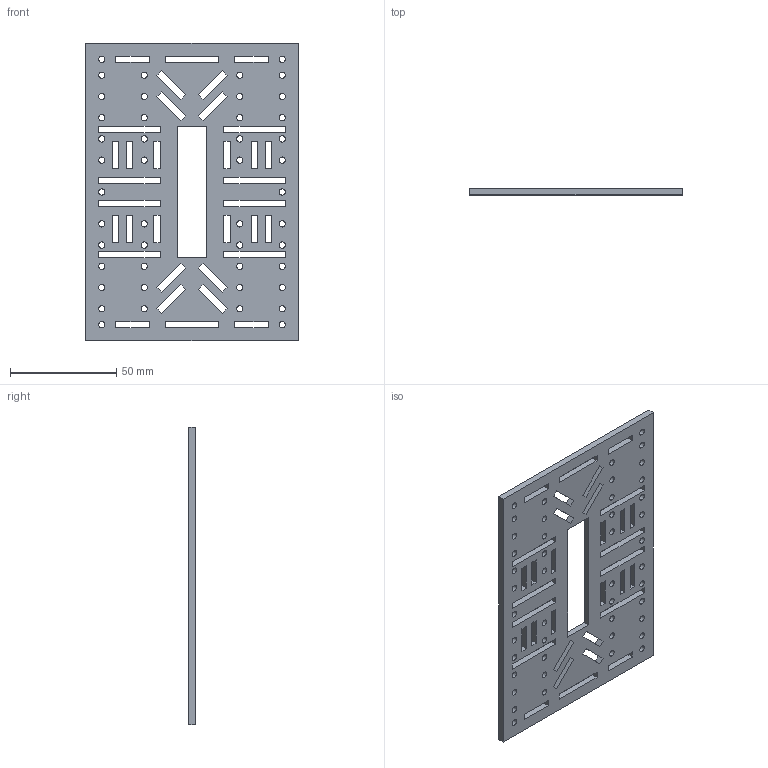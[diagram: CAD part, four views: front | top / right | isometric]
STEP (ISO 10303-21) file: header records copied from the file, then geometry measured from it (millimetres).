
FILE_DESCRIPTION(/* description */ (''),/* implementation_level */ '2;1');
FILE_NAME(/* name */ 'GrassShark v1.step',/* time_stamp */ '2017-02-07T21:20:12+00:00',/* author */ (''),/* organization */ (''),/* preprocessor_version */ 'ST-DEVELOPER v16.5',/* originating_system */ 'Autodesk Translation Framework v5.2.0.2920',/* authorisation */ '');
FILE_SCHEMA (('AUTOMOTIVE_DESIGN { 1 0 10303 214 3 1 1 }'));
Length unit declared in the file: millimetre
Products named in the file (1): GrassShark v25
Bounding box: 100 x 3 x 140 mm (x, y, z)
Volume: 32750.5 mm3; surface area: 29422.3 mm2
Topology: 1 solids, 1 shells, 192 faces, 570 edges, 380 vertices
Faces by surface type: plane 146, cylinder 46
Full cylindrical faces by diameter (mm): 3 x46
Entity records: 6502 total; most frequent: CARTESIAN_POINT 1097, ORIENTED_EDGE 1048, DIRECTION 1002, EDGE_CURVE 524, LINE 432, VECTOR 432, EDGE_LOOP 400, VERTEX_POINT 380
